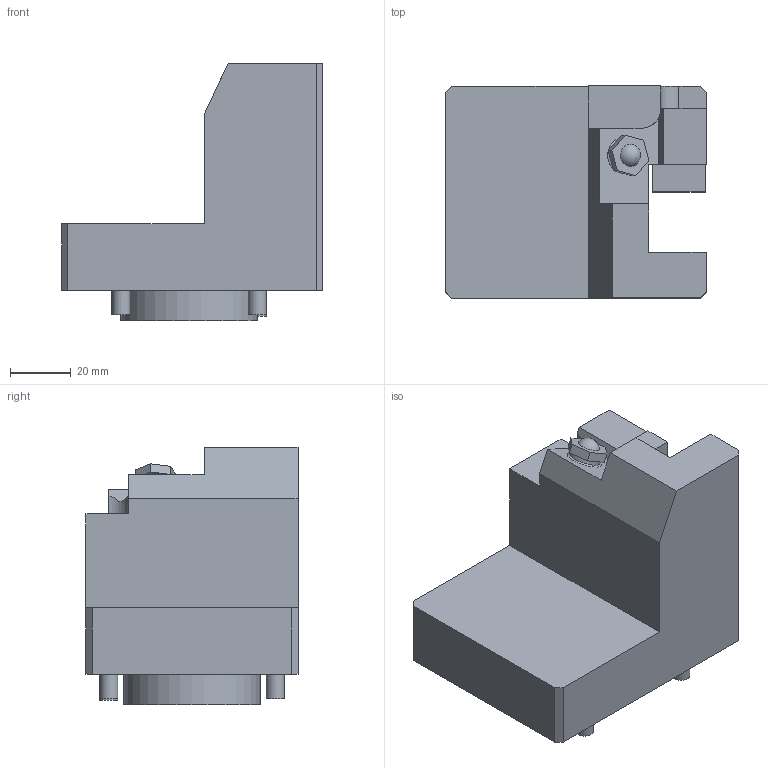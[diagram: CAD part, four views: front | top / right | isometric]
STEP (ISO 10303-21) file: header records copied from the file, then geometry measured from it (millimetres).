
FILE_DESCRIPTION(/* description */ (''),/* implementation_level */ '2;1');
FILE_NAME(/* name */ '10001080654nxv000_00_214.stp',/* time_stamp */ '2022-07-29T11:43:26+02:00',/* author */ (''),/* organization */ (''),/* preprocessor_version */ 'ST-DEVELOPER v16.7',/* originating_system */ 'SIEMENS PLM Software NX 12.0',/* authorisation */ '');
FILE_SCHEMA (('AUTOMOTIVE_DESIGN { 1 0 10303 214 3 1 1 1 }'));
Length unit declared in the file: millimetre
Products named in the file (1): 10001080654nxv000_00
Bounding box: 86 x 70 x 85 mm (x, y, z)
Volume: 232729.1 mm3; surface area: 33723 mm2
Topology: 1 solids, 1 shells, 65 faces, 163 edges, 108 vertices
Faces by surface type: plane 52, cylinder 11, sphere 1, cone 1
Full cylindrical faces by diameter (mm): 6 x4, 10.6 x1, 45 x1
Entity records: 1883 total; most frequent: CARTESIAN_POINT 323, DIRECTION 309, ORIENTED_EDGE 304, EDGE_CURVE 152, LINE 127, VECTOR 127, VERTEX_POINT 105, AXIS2_PLACEMENT_3D 91
